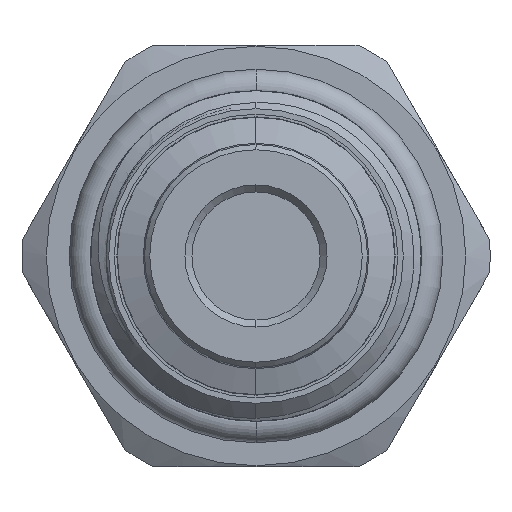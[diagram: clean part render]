
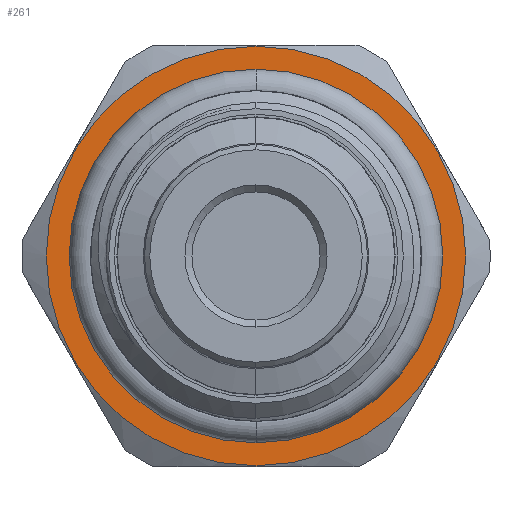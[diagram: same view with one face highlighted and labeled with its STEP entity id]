
A CAD part, left-side view. The second image highlights one B-rep face of the part: STEP entity #261.
In plain terms, the highlighted planar face has unit normal (-1, 0, 0).
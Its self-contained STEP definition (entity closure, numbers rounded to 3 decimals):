
#261 = ADVANCED_FACE ( 'NONE', ( #4838, #4836 ), #13615, .T. ) ;
#588 = EDGE_CURVE ( 'NONE', #3612, #3616, #5066, .T. ) ;
#1272 = ORIENTED_EDGE ( 'NONE', *, *, #2782, .T. ) ;
#1273 = ORIENTED_EDGE ( 'NONE', *, *, #588, .T. ) ;
#1274 = ORIENTED_EDGE ( 'NONE', *, *, #2781, .T. ) ;
#1275 = ORIENTED_EDGE ( 'NONE', *, *, #5652, .T. ) ;
#2781 = EDGE_CURVE ( 'NONE', #3709, #3738, #5081, .T. ) ;
#2782 = EDGE_CURVE ( 'NONE', #3616, #3612, #5082, .T. ) ;
#3078 = AXIS2_PLACEMENT_3D ( 'NONE', #13609, #13617, #13618 ) ;
#3186 = AXIS2_PLACEMENT_3D ( 'NONE', #8957, #8958, #8959 ) ;
#3197 = AXIS2_PLACEMENT_3D ( 'NONE', #9169, #9170, #9171 ) ;
#3198 = AXIS2_PLACEMENT_3D ( 'NONE', #9172, #9173, #9174 ) ;
#3286 = AXIS2_PLACEMENT_3D ( 'NONE', #10781, #10782, #10783 ) ;
#3612 = VERTEX_POINT ( 'NONE', #9889 ) ;
#3616 = VERTEX_POINT ( 'NONE', #9893 ) ;
#3709 = VERTEX_POINT ( 'NONE', #9986 ) ;
#3738 = VERTEX_POINT ( 'NONE', #10015 ) ;
#4016 = EDGE_LOOP ( 'NONE', ( #1275, #1274 ) ) ;
#4078 = EDGE_LOOP ( 'NONE', ( #1273, #1272 ) ) ;
#4836 = FACE_OUTER_BOUND ( 'NONE', #4078, .T. ) ;
#4838 = FACE_BOUND ( 'NONE', #4016, .T. ) ;
#5066 = CIRCLE ( 'NONE', #3186, 11.95 ) ;
#5081 = CIRCLE ( 'NONE', #3197, 8.895 ) ;
#5082 = CIRCLE ( 'NONE', #3198, 11.95 ) ;
#5268 = CIRCLE ( 'NONE', #3286, 8.895 ) ;
#5652 = EDGE_CURVE ( 'NONE', #3738, #3709, #5268, .T. ) ;
#8957 = CARTESIAN_POINT ( 'NONE',  ( -3.369, 0., 0. ) ) ;
#8958 = DIRECTION ( 'NONE',  ( -1., 0., 0. ) ) ;
#8959 = DIRECTION ( 'NONE',  ( 0., 0., -1. ) ) ;
#9169 = CARTESIAN_POINT ( 'NONE',  ( -3.369, 0., 0. ) ) ;
#9170 = DIRECTION ( 'NONE',  ( 1., 0., 0. ) ) ;
#9171 = DIRECTION ( 'NONE',  ( 0., 0., -1. ) ) ;
#9172 = CARTESIAN_POINT ( 'NONE',  ( -3.369, 0., 0. ) ) ;
#9173 = DIRECTION ( 'NONE',  ( -1., 0., 0. ) ) ;
#9174 = DIRECTION ( 'NONE',  ( 0., 0., -1. ) ) ;
#9889 = CARTESIAN_POINT ( 'NONE',  ( -3.369, 0., -11.95 ) ) ;
#9893 = CARTESIAN_POINT ( 'NONE',  ( -3.369, 0., 11.95 ) ) ;
#9986 = CARTESIAN_POINT ( 'NONE',  ( -3.369, 0., 8.895 ) ) ;
#10015 = CARTESIAN_POINT ( 'NONE',  ( -3.369, 0., -8.895 ) ) ;
#10781 = CARTESIAN_POINT ( 'NONE',  ( -3.369, 0., 0. ) ) ;
#10782 = DIRECTION ( 'NONE',  ( 1., 0., 0. ) ) ;
#10783 = DIRECTION ( 'NONE',  ( 0., 0., -1. ) ) ;
#13609 = CARTESIAN_POINT ( 'NONE',  ( -3.369, -11.95, 0. ) ) ;
#13615 = PLANE ( 'NONE',  #3078 ) ;
#13617 = DIRECTION ( 'NONE',  ( -1., 0., 0. ) ) ;
#13618 = DIRECTION ( 'NONE',  ( 0., 0., -1. ) ) ;
